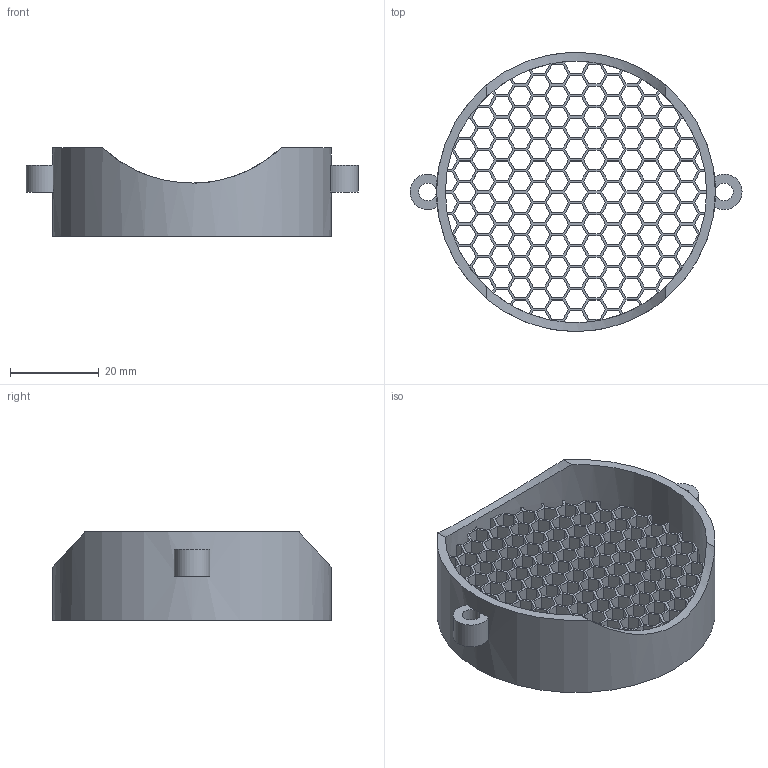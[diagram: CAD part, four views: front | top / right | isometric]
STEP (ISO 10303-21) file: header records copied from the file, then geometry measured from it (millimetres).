
FILE_DESCRIPTION(('FreeCAD Model'),'2;1');
FILE_NAME('Open CASCADE Shape Model','2024-10-13T15:14:38',(''),(''), 'Open CASCADE STEP processor 7.6','FreeCAD','Unknown');
FILE_SCHEMA(('AUTOMOTIVE_DESIGN { 1 0 10303 214 1 1 1 1 }'));
Length unit declared in the file: millimetre
Products named in the file (1): union001
Bounding box: 74.99 x 63 x 20 mm (x, y, z)
Volume: 12499.4 mm3; surface area: 29016.3 mm2
Topology: 1 solids, 1 shells, 883 faces, 2813 edges, 1846 vertices
Faces by surface type: plane 873, cylinder 10
Full cylindrical faces by diameter (mm): 4 x1, 59 x1, 63 x1
Entity records: 31232 total; most frequent: CARTESIAN_POINT 5645, ORIENTED_EDGE 5626, DIRECTION 4740, EDGE_CURVE 2813, LINE 2650, VECTOR 2650, VERTEX_POINT 1846, FACE_BOUND 1131
